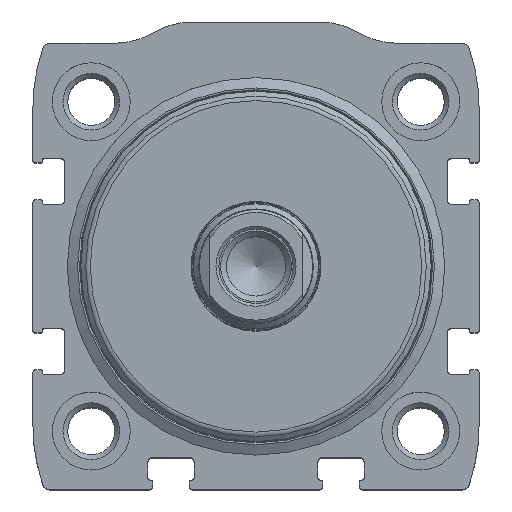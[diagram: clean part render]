
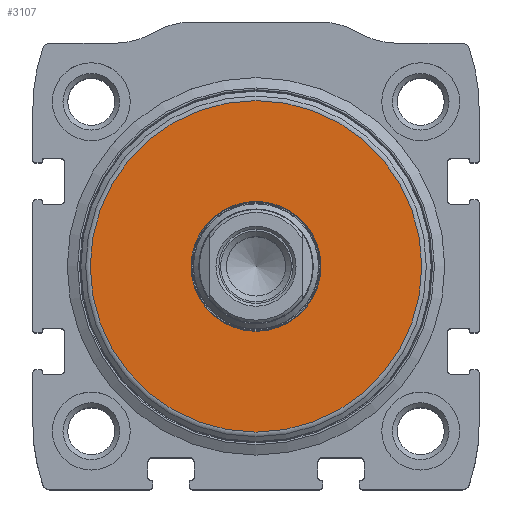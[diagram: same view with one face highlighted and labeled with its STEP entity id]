
A CAD part, top view. The second image highlights one B-rep face of the part: STEP entity #3107.
In plain terms, the highlighted planar face has unit normal (0, 0, 1).
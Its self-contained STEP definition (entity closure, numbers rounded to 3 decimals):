
#224=CIRCLE('',#3481,23.404);
#225=CIRCLE('',#3483,9.165);
#1103=ORIENTED_EDGE('',*,*,#1565,.T.);
#1104=ORIENTED_EDGE('',*,*,#1564,.F.);
#1564=EDGE_CURVE('',#1874,#1874,#224,.T.);
#1565=EDGE_CURVE('',#1875,#1875,#225,.T.);
#1874=VERTEX_POINT('',#5337);
#1875=VERTEX_POINT('',#5340);
#2572=EDGE_LOOP('',(#1103));
#2573=EDGE_LOOP('',(#1104));
#2824=FACE_BOUND('',#2572,.T.);
#2825=FACE_BOUND('',#2573,.T.);
#2938=PLANE('',#3482);
#3107=ADVANCED_FACE('',(#2824,#2825),#2938,.T.);
#3481=AXIS2_PLACEMENT_3D('',#5336,#4401,#4402);
#3482=AXIS2_PLACEMENT_3D('',#5338,#4403,#4404);
#3483=AXIS2_PLACEMENT_3D('',#5339,#4405,#4406);
#4401=DIRECTION('',(0.,0.,-1.));
#4402=DIRECTION('',(-1.,0.,0.));
#4403=DIRECTION('',(0.,0.,1.));
#4404=DIRECTION('',(1.,0.,0.));
#4405=DIRECTION('',(0.,0.,-1.));
#4406=DIRECTION('',(-1.,0.,0.));
#5336=CARTESIAN_POINT('',(0.,0.,41.8));
#5337=CARTESIAN_POINT('',(-23.404,0.,41.8));
#5338=CARTESIAN_POINT('',(0.,23.404,41.8));
#5339=CARTESIAN_POINT('',(0.,0.,41.8));
#5340=CARTESIAN_POINT('',(-9.165,0.,41.8));
